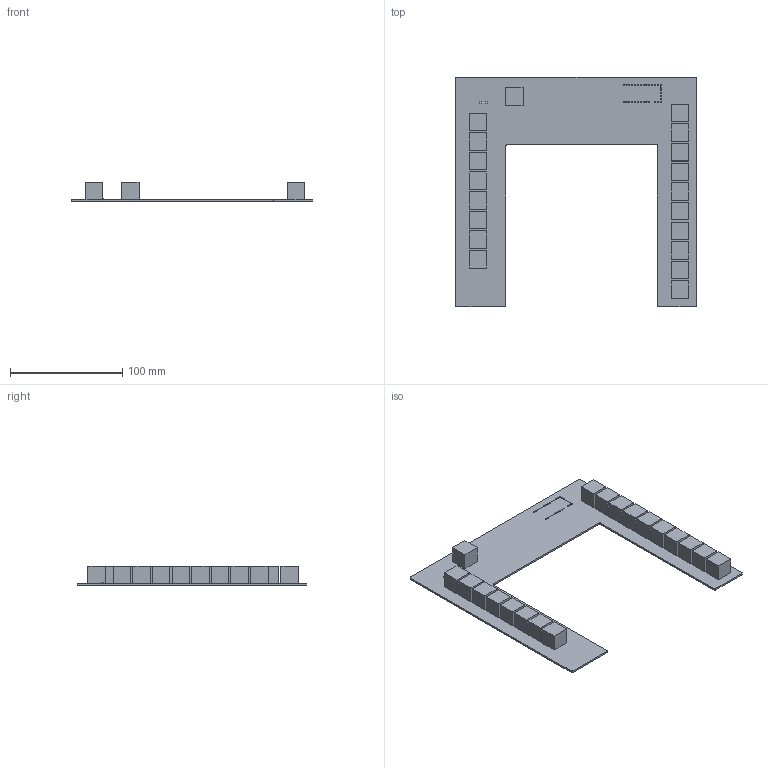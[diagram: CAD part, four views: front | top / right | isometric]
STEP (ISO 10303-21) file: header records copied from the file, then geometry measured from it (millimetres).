
FILE_DESCRIPTION(('Open CASCADE Model'),'2;1');
FILE_NAME('Open CASCADE Shape Model','2023-01-01T17:49:22',('Author'),( 'Open CASCADE'),'Open CASCADE STEP processor 7.5','Open CASCADE 7.5' ,'Unknown');
FILE_SCHEMA(('AUTOMOTIVE_DESIGN { 1 0 10303 214 1 1 1 1 }'));
Length unit declared in the file: millimetre
Products named in the file (32): PCB; Board; Open CASCADE STEP translator 7.5 1.1.1; SW21; 6294683952; Extruded; SW20; SW19; SW18; SW17; SW16; SW15; SW14; SW13; SW12; SW11; SW8; SW7; SW6; SW5; SW4; SW3; SW2; SW1; R4; 6294685392; 6294667792; R3; R2; R1
Assembly tree (59 placements, depth 4):
  PCB
    Board
      Open CASCADE STEP translator 7.5 1.1.1
    SW21
      6294683952
        Extruded
    SW20
      6294683952
        Extruded
    SW19
      6294683952
        Extruded
    SW18
      6294683952
        Extruded
    SW17
      6294683952
        Extruded
    SW16
      6294683952
        Extruded
    SW15
      6294683952
        Extruded
    SW14
      6294683952
        Extruded
    SW13
      6294683952
        Extruded
    SW12
      6294683952
        Extruded
    SW11
      6294683952
        Extruded
    SW8
      6294683952
        Extruded
    SW7
      6294683952
        Extruded
    SW6
      6294683952
        Extruded
    SW5
      6294683952
        Extruded
    SW4
      6294683952
        Extruded
    SW3
      6294683952
        Extruded
    SW2
      6294683952
        Extruded
    SW1
      6294683952
        Extruded
Bounding box: 215 x 205 x 17.32 mm (x, y, z)
Volume: 109289.6 mm3; surface area: 78472.9 mm2
Topology: 32 solids, 32 shells, 330 faces, 798 edges, 532 vertices
Faces by surface type: plane 196, cylinder 134
Full cylindrical faces by diameter (mm): 1.02 x32, 1.498 x37, 1.702 x38, 3.988 x19
Entity records: 6768 total; most frequent: DIRECTION 1174, CARTESIAN_POINT 992, ORIENTED_EDGE 924, AXIS2_PLACEMENT_3D 490, EDGE_CURVE 462, FACE_BOUND 414, EDGE_LOOP 414, VERTEX_POINT 308
